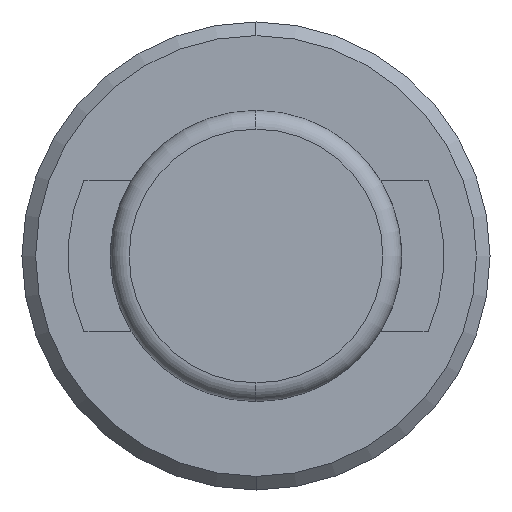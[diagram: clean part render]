
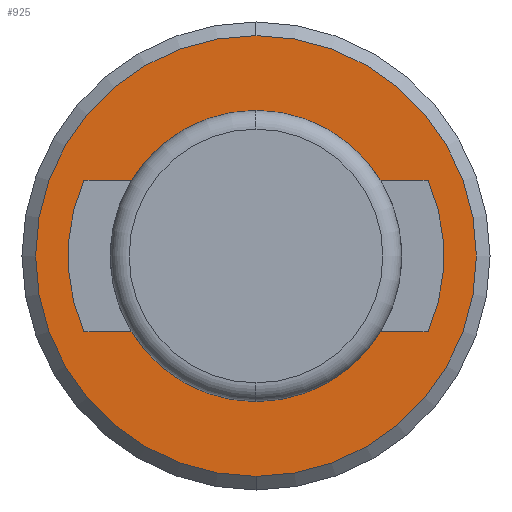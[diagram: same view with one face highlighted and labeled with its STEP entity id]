
A CAD part, left-side view. The second image highlights one B-rep face of the part: STEP entity #925.
In plain terms, the highlighted planar face has unit normal (-1, 0, 0).
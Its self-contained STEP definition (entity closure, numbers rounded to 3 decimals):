
#4 = EDGE_CURVE ( 'NONE', #620, #504, #592, .T. ) ;
#12 = EDGE_LOOP ( 'NONE', ( #1317, #499, #1084, #1161, #191, #1120, #273, #844, #613, #927 ) ) ;
#21 = EDGE_CURVE ( 'NONE', #1175, #496, #863, .T. ) ;
#58 = EDGE_CURVE ( 'NONE', #1157, #1285, #1141, .T. ) ;
#73 = AXIS2_PLACEMENT_3D ( 'NONE', #1038, #359, #383 ) ;
#89 = DIRECTION ( 'NONE',  ( 0., 0., 1. ) ) ;
#121 = EDGE_CURVE ( 'NONE', #1285, #666, #784, .T. ) ;
#148 = EDGE_CURVE ( 'NONE', #1436, #1157, #1032, .T. ) ;
#163 = DIRECTION ( 'NONE',  ( 1., 0., 0. ) ) ;
#169 = CARTESIAN_POINT ( 'NONE',  ( 36.1, 0., 0. ) ) ;
#177 = DIRECTION ( 'NONE',  ( 0., 0., 1. ) ) ;
#191 = ORIENTED_EDGE ( 'NONE', *, *, #777, .T. ) ;
#219 = DIRECTION ( 'NONE',  ( -1., 0., 0. ) ) ;
#264 = CARTESIAN_POINT ( 'NONE',  ( 36.1, 0., -8.05 ) ) ;
#265 = EDGE_LOOP ( 'NONE', ( #1026, #279 ) ) ;
#273 = ORIENTED_EDGE ( 'NONE', *, *, #148, .T. ) ;
#278 = DIRECTION ( 'NONE',  ( 0., 0., -1. ) ) ;
#279 = ORIENTED_EDGE ( 'NONE', *, *, #21, .T. ) ;
#300 = EDGE_CURVE ( 'NONE', #1030, #1171, #483, .T. ) ;
#304 = VECTOR ( 'NONE', #1347, 1000. ) ;
#320 = CIRCLE ( 'NONE', #1446, 23.45 ) ;
#339 = CARTESIAN_POINT ( 'NONE',  ( 36.1, -18.308, 8.05 ) ) ;
#359 = DIRECTION ( 'NONE',  ( 1., 0., 0. ) ) ;
#380 = EDGE_CURVE ( 'NONE', #666, #620, #512, .T. ) ;
#383 = DIRECTION ( 'NONE',  ( 0., 0., 1. ) ) ;
#412 = CIRCLE ( 'NONE', #751, 15.5 ) ;
#414 = CARTESIAN_POINT ( 'NONE',  ( 36.1, 0., 8.05 ) ) ;
#449 = CARTESIAN_POINT ( 'NONE',  ( 36.1, 0., 0. ) ) ;
#467 = CARTESIAN_POINT ( 'NONE',  ( 36.1, 0., -8.05 ) ) ;
#474 = CARTESIAN_POINT ( 'NONE',  ( 36.1, 13.246, 8.05 ) ) ;
#483 = LINE ( 'NONE', #264, #1441 ) ;
#485 = CARTESIAN_POINT ( 'NONE',  ( 36.1, 0., 8.05 ) ) ;
#489 = EDGE_CURVE ( 'NONE', #1171, #1166, #998, .T. ) ;
#496 = VERTEX_POINT ( 'NONE', #589 ) ;
#499 = ORIENTED_EDGE ( 'NONE', *, *, #637, .T. ) ;
#504 = VERTEX_POINT ( 'NONE', #1136 ) ;
#512 = LINE ( 'NONE', #467, #746 ) ;
#528 = CARTESIAN_POINT ( 'NONE',  ( 36.1, -13.246, -8.05 ) ) ;
#535 = AXIS2_PLACEMENT_3D ( 'NONE', #840, #1013, #89 ) ;
#570 = DIRECTION ( 'NONE',  ( 1., 0., 0. ) ) ;
#573 = DIRECTION ( 'NONE',  ( 1., 0., 0. ) ) ;
#589 = CARTESIAN_POINT ( 'NONE',  ( 36.1, 0., -23.45 ) ) ;
#592 = CIRCLE ( 'NONE', #657, 15.5 ) ;
#613 = ORIENTED_EDGE ( 'NONE', *, *, #121, .T. ) ;
#620 = VERTEX_POINT ( 'NONE', #528 ) ;
#622 = DIRECTION ( 'NONE',  ( 0., -1., 0. ) ) ;
#626 = CARTESIAN_POINT ( 'NONE',  ( 36.1, 0., 0. ) ) ;
#637 = EDGE_CURVE ( 'NONE', #504, #1030, #1388, .T. ) ;
#642 = VERTEX_POINT ( 'NONE', #474 ) ;
#657 = AXIS2_PLACEMENT_3D ( 'NONE', #1076, #163, #914 ) ;
#666 = VERTEX_POINT ( 'NONE', #1384 ) ;
#677 = CARTESIAN_POINT ( 'NONE',  ( 36.1, 0., 23.45 ) ) ;
#702 = FACE_OUTER_BOUND ( 'NONE', #265, .T. ) ;
#736 = DIRECTION ( 'NONE',  ( -1., 0., 0. ) ) ;
#746 = VECTOR ( 'NONE', #1407, 1000. ) ;
#751 = AXIS2_PLACEMENT_3D ( 'NONE', #1235, #570, #1349 ) ;
#754 = DIRECTION ( 'NONE',  ( 0., 1., 0. ) ) ;
#777 = EDGE_CURVE ( 'NONE', #1166, #642, #1280, .T. ) ;
#784 = CIRCLE ( 'NONE', #1411, 20. ) ;
#793 = CARTESIAN_POINT ( 'NONE',  ( 36.1, 18.308, -8.05 ) ) ;
#828 = CARTESIAN_POINT ( 'NONE',  ( 36.1, 0., 15.5 ) ) ;
#840 = CARTESIAN_POINT ( 'NONE',  ( 36.1, -23.731, -23.731 ) ) ;
#844 = ORIENTED_EDGE ( 'NONE', *, *, #58, .T. ) ;
#860 = CARTESIAN_POINT ( 'NONE',  ( 36.1, 13.246, -8.05 ) ) ;
#863 = CIRCLE ( 'NONE', #892, 23.45 ) ;
#892 = AXIS2_PLACEMENT_3D ( 'NONE', #626, #219, #1066 ) ;
#914 = DIRECTION ( 'NONE',  ( 0., 0., 1. ) ) ;
#925 = ADVANCED_FACE ( 'NONE', ( #1319, #702 ), #1121, .T. ) ;
#927 = ORIENTED_EDGE ( 'NONE', *, *, #380, .T. ) ;
#969 = CARTESIAN_POINT ( 'NONE',  ( 36.1, 0., 0. ) ) ;
#982 = CARTESIAN_POINT ( 'NONE',  ( 36.1, 0., 0. ) ) ;
#998 = CIRCLE ( 'NONE', #73, 20. ) ;
#1013 = DIRECTION ( 'NONE',  ( -1., 0., 0. ) ) ;
#1026 = ORIENTED_EDGE ( 'NONE', *, *, #1104, .T. ) ;
#1030 = VERTEX_POINT ( 'NONE', #860 ) ;
#1032 = CIRCLE ( 'NONE', #1254, 15.5 ) ;
#1034 = DIRECTION ( 'NONE',  ( 0., 0., 1. ) ) ;
#1038 = CARTESIAN_POINT ( 'NONE',  ( 36.1, 0., 0. ) ) ;
#1060 = DIRECTION ( 'NONE',  ( 1., 0., 0. ) ) ;
#1066 = DIRECTION ( 'NONE',  ( 0., 0., -1. ) ) ;
#1076 = CARTESIAN_POINT ( 'NONE',  ( 36.1, 0., 0. ) ) ;
#1084 = ORIENTED_EDGE ( 'NONE', *, *, #300, .T. ) ;
#1099 = VECTOR ( 'NONE', #622, 1000. ) ;
#1104 = EDGE_CURVE ( 'NONE', #496, #1175, #320, .T. ) ;
#1115 = AXIS2_PLACEMENT_3D ( 'NONE', #969, #573, #177 ) ;
#1120 = ORIENTED_EDGE ( 'NONE', *, *, #1282, .T. ) ;
#1121 = PLANE ( 'NONE',  #535 ) ;
#1136 = CARTESIAN_POINT ( 'NONE',  ( 36.1, 0., -15.5 ) ) ;
#1141 = LINE ( 'NONE', #414, #1099 ) ;
#1157 = VERTEX_POINT ( 'NONE', #1405 ) ;
#1161 = ORIENTED_EDGE ( 'NONE', *, *, #489, .T. ) ;
#1166 = VERTEX_POINT ( 'NONE', #1221 ) ;
#1171 = VERTEX_POINT ( 'NONE', #793 ) ;
#1175 = VERTEX_POINT ( 'NONE', #677 ) ;
#1221 = CARTESIAN_POINT ( 'NONE',  ( 36.1, 18.308, 8.05 ) ) ;
#1233 = DIRECTION ( 'NONE',  ( 0., 0., 1. ) ) ;
#1235 = CARTESIAN_POINT ( 'NONE',  ( 36.1, 0., 0. ) ) ;
#1254 = AXIS2_PLACEMENT_3D ( 'NONE', #169, #1060, #1034 ) ;
#1280 = LINE ( 'NONE', #485, #304 ) ;
#1282 = EDGE_CURVE ( 'NONE', #642, #1436, #412, .T. ) ;
#1285 = VERTEX_POINT ( 'NONE', #339 ) ;
#1317 = ORIENTED_EDGE ( 'NONE', *, *, #4, .T. ) ;
#1319 = FACE_BOUND ( 'NONE', #12, .T. ) ;
#1347 = DIRECTION ( 'NONE',  ( 0., -1., 0. ) ) ;
#1349 = DIRECTION ( 'NONE',  ( 0., 0., 1. ) ) ;
#1384 = CARTESIAN_POINT ( 'NONE',  ( 36.1, -18.308, -8.05 ) ) ;
#1388 = CIRCLE ( 'NONE', #1115, 15.5 ) ;
#1390 = DIRECTION ( 'NONE',  ( 1., 0., 0. ) ) ;
#1405 = CARTESIAN_POINT ( 'NONE',  ( 36.1, -13.246, 8.05 ) ) ;
#1407 = DIRECTION ( 'NONE',  ( 0., 1., 0. ) ) ;
#1411 = AXIS2_PLACEMENT_3D ( 'NONE', #982, #1390, #1233 ) ;
#1436 = VERTEX_POINT ( 'NONE', #828 ) ;
#1441 = VECTOR ( 'NONE', #754, 1000. ) ;
#1446 = AXIS2_PLACEMENT_3D ( 'NONE', #449, #736, #278 ) ;
